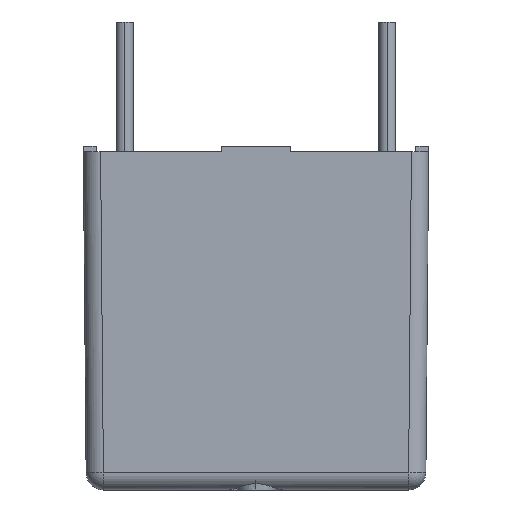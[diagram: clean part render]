
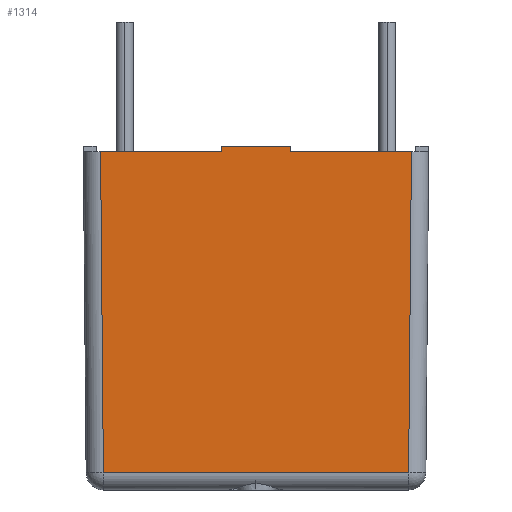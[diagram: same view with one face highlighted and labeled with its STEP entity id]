
A CAD part, left-side view. The second image highlights one B-rep face of the part: STEP entity #1314.
In plain terms, the highlighted planar face has unit normal (-1, 0, -0.009).
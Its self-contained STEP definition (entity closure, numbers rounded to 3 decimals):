
#266=DIRECTION('',(0.,-1.,0.));
#267=VECTOR('',#266,8.838);
#268=CARTESIAN_POINT('',(-9.869,4.419,-9.304));
#269=LINE('',#268,#267);
#270=DIRECTION('',(-0.009,-0.009,1.));
#271=VECTOR('',#270,9.305);
#272=CARTESIAN_POINT('',(-9.869,-4.419,
-9.304));
#273=LINE('',#272,#271);
#274=DIRECTION('',(0.009,-0.009,-1.));
#275=VECTOR('',#274,9.305);
#276=CARTESIAN_POINT('',(-9.95,4.5,0.));
#277=LINE('',#276,#275);
#290=DIRECTION('',(0.,-1.,0.));
#291=VECTOR('',#290,3.5);
#292=CARTESIAN_POINT('',(-9.95,4.5,0.));
#293=LINE('',#292,#291);
#300=CARTESIAN_POINT('',(-9.95,4.5,0.));
#358=CARTESIAN_POINT('',(-9.95,-4.5,0.));
#366=DIRECTION('',(0.,-1.,0.));
#367=VECTOR('',#366,3.5);
#368=CARTESIAN_POINT('',(-9.95,-1.,0.));
#369=LINE('',#368,#367);
#438=DIRECTION('',(-0.009,0.,1.));
#439=VECTOR('',#438,0.15);
#440=CARTESIAN_POINT('',(-9.95,-1.,0.));
#441=LINE('',#440,#439);
#450=DIRECTION('',(0.,1.,0.));
#451=VECTOR('',#450,2.);
#452=CARTESIAN_POINT('',(-9.951,-1.,0.15));
#453=LINE('',#452,#451);
#462=DIRECTION('',(-0.009,0.,1.));
#463=VECTOR('',#462,0.15);
#464=CARTESIAN_POINT('',(-9.95,1.,0.));
#465=LINE('',#464,#463);
#944=VERTEX_POINT('',#358);
#946=CARTESIAN_POINT('',(-9.869,-4.419,
-9.304));
#947=VERTEX_POINT('',#946);
#967=VERTEX_POINT('',#300);
#968=CARTESIAN_POINT('',(-9.869,4.419,-9.304));
#969=VERTEX_POINT('',#968);
#1115=CARTESIAN_POINT('',(-9.951,-1.,0.15));
#1117=VERTEX_POINT('',#1115);
#1119=CARTESIAN_POINT('',(-9.951,1.,0.15));
#1121=VERTEX_POINT('',#1119);
#1123=CARTESIAN_POINT('',(-9.95,-1.,0.));
#1125=VERTEX_POINT('',#1123);
#1127=CARTESIAN_POINT('',(-9.95,1.,0.));
#1129=VERTEX_POINT('',#1127);
#1292=CARTESIAN_POINT('',(-9.864,5.,-9.8));
#1293=DIRECTION('',(-1.,0.,-0.009));
#1294=DIRECTION('',(-0.009,0.,1.));
#1295=AXIS2_PLACEMENT_3D('',#1292,#1293,#1294);
#1296=PLANE('',#1295);
#1298=ORIENTED_EDGE('',*,*,#1297,.T.);
#1300=ORIENTED_EDGE('',*,*,#1299,.T.);
#1302=ORIENTED_EDGE('',*,*,#1301,.F.);
#1304=ORIENTED_EDGE('',*,*,#1303,.F.);
#1306=ORIENTED_EDGE('',*,*,#1305,.T.);
#1308=ORIENTED_EDGE('',*,*,#1307,.F.);
#1309=ORIENTED_EDGE('',*,*,#1278,.F.);
#1311=ORIENTED_EDGE('',*,*,#1310,.F.);
#1312=EDGE_LOOP('',(#1298,#1300,#1302,#1304,#1306,#1308,#1309,#1311));
#1313=FACE_OUTER_BOUND('',#1312,.F.);
#1278=EDGE_CURVE('',#969,#947,#269,.T.);
#1297=EDGE_CURVE('',#967,#1129,#293,.T.);
#1299=EDGE_CURVE('',#1129,#1121,#465,.T.);
#1301=EDGE_CURVE('',#1117,#1121,#453,.T.);
#1303=EDGE_CURVE('',#1125,#1117,#441,.T.);
#1305=EDGE_CURVE('',#1125,#944,#369,.T.);
#1307=EDGE_CURVE('',#947,#944,#273,.T.);
#1310=EDGE_CURVE('',#967,#969,#277,.T.);
#1314=ADVANCED_FACE('',(#1313),#1296,.T.);
